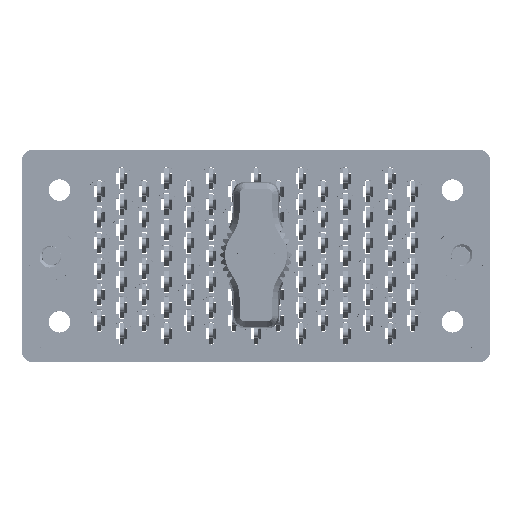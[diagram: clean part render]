
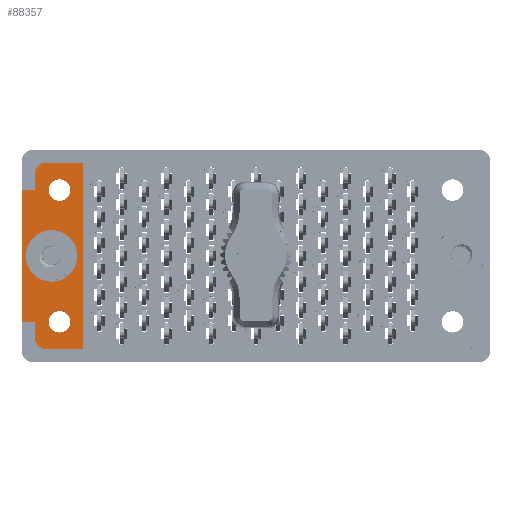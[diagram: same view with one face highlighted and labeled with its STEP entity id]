
A CAD part, top view. The second image highlights one B-rep face of the part: STEP entity #88357.
In plain terms, the highlighted planar face has unit normal (0, 0, 1).
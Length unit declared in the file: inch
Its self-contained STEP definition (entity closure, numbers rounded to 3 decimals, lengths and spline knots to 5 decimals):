
#1452 = EDGE_CURVE ( 'NONE', #70285, #31328, #59671, .T. ) ;
#3566 = CARTESIAN_POINT ( 'NONE',  ( -1.005, 0.54, -0.117 ) ) ;
#4703 = CARTESIAN_POINT ( 'NONE',  ( -1.005, -0.54, -0.117 ) ) ;
#4906 = AXIS2_PLACEMENT_3D ( 'NONE', #22706, #37360, #44836 ) ;
#4947 = VERTEX_POINT ( 'NONE', #42630 ) ;
#5142 = DIRECTION ( 'NONE',  ( -1., 0., 0. ) ) ;
#6333 = AXIS2_PLACEMENT_3D ( 'NONE', #44492, #81989, #52292 ) ;
#6817 = CARTESIAN_POINT ( 'NONE',  ( -1.2205, -0.54, -0.117 ) ) ;
#7202 = VECTOR ( 'NONE', #37507, 39.37008 ) ;
#7524 = AXIS2_PLACEMENT_3D ( 'NONE', #11723, #63827, #20155 ) ;
#8441 = EDGE_CURVE ( 'NONE', #10810, #77718, #20742, .T. ) ;
#8610 = LINE ( 'NONE', #65924, #65668 ) ;
#8614 = DIRECTION ( 'NONE',  ( 1., 0., 0. ) ) ;
#8743 = EDGE_CURVE ( 'NONE', #31357, #70582, #27671, .T. ) ;
#10778 = AXIS2_PLACEMENT_3D ( 'NONE', #68664, #61499, #75866 ) ;
#10810 = VERTEX_POINT ( 'NONE', #65631 ) ;
#11723 = CARTESIAN_POINT ( 'NONE',  ( -1.2205, 0.478, -0.117 ) ) ;
#13197 = EDGE_LOOP ( 'NONE', ( #30388, #49323 ) ) ;
#13577 = FACE_BOUND ( 'NONE', #29150, .T. ) ;
#13986 = DIRECTION ( 'NONE',  ( 1., 0., 0. ) ) ;
#14189 = DIRECTION ( 'NONE',  ( -1., 0., 0. ) ) ;
#14707 = CIRCLE ( 'NONE', #10778, 0.0625 ) ;
#14938 = CARTESIAN_POINT ( 'NONE',  ( -1.0375, 0., -0.117 ) ) ;
#15134 = CARTESIAN_POINT ( 'NONE',  ( -1.359, 0.617, -0.117 ) ) ;
#15350 = LINE ( 'NONE', #30003, #7202 ) ;
#15704 = CARTESIAN_POINT ( 'NONE',  ( -1.2205, 0.54, -0.117 ) ) ;
#17124 = CARTESIAN_POINT ( 'NONE',  ( -1.0785, 0.3825, -0.117 ) ) ;
#17496 = AXIS2_PLACEMENT_3D ( 'NONE', #40156, #17650, #70088 ) ;
#17650 = DIRECTION ( 'NONE',  ( 0., 0., 1. ) ) ;
#18496 = PLANE ( 'NONE',  #83905 ) ;
#20155 = DIRECTION ( 'NONE',  ( 1., 0., 0. ) ) ;
#20742 = LINE ( 'NONE', #40764, #73194 ) ;
#21239 = ORIENTED_EDGE ( 'NONE', *, *, #64826, .T. ) ;
#21565 = ORIENTED_EDGE ( 'NONE', *, *, #1452, .F. ) ;
#21946 = VERTEX_POINT ( 'NONE', #63951 ) ;
#22130 = DIRECTION ( 'NONE',  ( 0., 0., 1. ) ) ;
#22706 = CARTESIAN_POINT ( 'NONE',  ( -1.141, 0.3825, -0.117 ) ) ;
#23462 = VERTEX_POINT ( 'NONE', #17124 ) ;
#24812 = EDGE_CURVE ( 'NONE', #64430, #23462, #14707, .T. ) ;
#26005 = CARTESIAN_POINT ( 'NONE',  ( -1.359, -0.617, -0.117 ) ) ;
#26135 = VECTOR ( 'NONE', #49703, 39.37008 ) ;
#26600 = EDGE_CURVE ( 'NONE', #85476, #45092, #70440, .T. ) ;
#27671 = LINE ( 'NONE', #88819, #32364 ) ;
#28658 = CIRCLE ( 'NONE', #59243, 0.062 ) ;
#29150 = EDGE_LOOP ( 'NONE', ( #21565, #41491 ) ) ;
#30003 = CARTESIAN_POINT ( 'NONE',  ( -1.2825, 0., -0.117 ) ) ;
#30388 = ORIENTED_EDGE ( 'NONE', *, *, #24812, .F. ) ;
#31328 = VERTEX_POINT ( 'NONE', #46570 ) ;
#31357 = VERTEX_POINT ( 'NONE', #3566 ) ;
#32364 = VECTOR ( 'NONE', #14189, 39.37008 ) ;
#33333 = EDGE_CURVE ( 'NONE', #4947, #36307, #55489, .T. ) ;
#33365 = EDGE_CURVE ( 'NONE', #70582, #21946, #46177, .T. ) ;
#33468 = DIRECTION ( 'NONE',  ( 1., 0., 0. ) ) ;
#33529 = CARTESIAN_POINT ( 'NONE',  ( 0., 0.3825, -0.117 ) ) ;
#33893 = DIRECTION ( 'NONE',  ( -1., 0., 0. ) ) ;
#33963 = ORIENTED_EDGE ( 'NONE', *, *, #95773, .T. ) ;
#34544 = EDGE_CURVE ( 'NONE', #90383, #76780, #37990, .T. ) ;
#34896 = DIRECTION ( 'NONE',  ( 1., 0., 0. ) ) ;
#35871 = CIRCLE ( 'NONE', #84320, 0.0625 ) ;
#36307 = VERTEX_POINT ( 'NONE', #36534 ) ;
#36534 = CARTESIAN_POINT ( 'NONE',  ( -1.359, 0.3825, -0.117 ) ) ;
#37360 = DIRECTION ( 'NONE',  ( 0., 0., 1. ) ) ;
#37507 = DIRECTION ( 'NONE',  ( 0., -1., 0. ) ) ;
#37990 = CIRCLE ( 'NONE', #6333, 0.15 ) ;
#38462 = ORIENTED_EDGE ( 'NONE', *, *, #85740, .F. ) ;
#40156 = CARTESIAN_POINT ( 'NONE',  ( -1.141, -0.3825, -0.117 ) ) ;
#40224 = CARTESIAN_POINT ( 'NONE',  ( -1.359, -0.3825, -0.117 ) ) ;
#40764 = CARTESIAN_POINT ( 'NONE',  ( 0., -0.3825, -0.117 ) ) ;
#41195 = CIRCLE ( 'NONE', #47390, 0.15 ) ;
#41491 = ORIENTED_EDGE ( 'NONE', *, *, #74453, .F. ) ;
#41737 = CIRCLE ( 'NONE', #4906, 0.0625 ) ;
#42004 = CARTESIAN_POINT ( 'NONE',  ( -1.141, -0.3825, -0.117 ) ) ;
#42630 = CARTESIAN_POINT ( 'NONE',  ( -1.2825, 0.3825, -0.117 ) ) ;
#42897 = VECTOR ( 'NONE', #67256, 39.37008 ) ;
#44492 = CARTESIAN_POINT ( 'NONE',  ( -1.1875, 0., -0.117 ) ) ;
#44657 = VERTEX_POINT ( 'NONE', #83564 ) ;
#44836 = DIRECTION ( 'NONE',  ( 1., 0., 0. ) ) ;
#45075 = FACE_BOUND ( 'NONE', #66334, .T. ) ;
#45092 = VERTEX_POINT ( 'NONE', #6817 ) ;
#46177 = CIRCLE ( 'NONE', #7524, 0.062 ) ;
#46570 = CARTESIAN_POINT ( 'NONE',  ( -1.0785, -0.3825, -0.117 ) ) ;
#47390 = AXIS2_PLACEMENT_3D ( 'NONE', #67225, #60708, #8614 ) ;
#47924 = CARTESIAN_POINT ( 'NONE',  ( -1.2035, 0.3825, -0.117 ) ) ;
#49231 = ORIENTED_EDGE ( 'NONE', *, *, #26600, .F. ) ;
#49323 = ORIENTED_EDGE ( 'NONE', *, *, #94062, .F. ) ;
#49703 = DIRECTION ( 'NONE',  ( 0., -1., 0. ) ) ;
#50589 = VECTOR ( 'NONE', #5142, 39.37008 ) ;
#51057 = ORIENTED_EDGE ( 'NONE', *, *, #8441, .F. ) ;
#52292 = DIRECTION ( 'NONE',  ( 1., 0., 0. ) ) ;
#55489 = LINE ( 'NONE', #33529, #81159 ) ;
#55757 = LINE ( 'NONE', #15134, #42897 ) ;
#56382 = LINE ( 'NONE', #57495, #26135 ) ;
#57085 = ORIENTED_EDGE ( 'NONE', *, *, #85621, .T. ) ;
#57495 = CARTESIAN_POINT ( 'NONE',  ( -1.2825, 0., -0.117 ) ) ;
#58191 = CARTESIAN_POINT ( 'NONE',  ( 0., -0.54, -0.117 ) ) ;
#59243 = AXIS2_PLACEMENT_3D ( 'NONE', #87370, #65505, #34896 ) ;
#59671 = CIRCLE ( 'NONE', #17496, 0.0625 ) ;
#60708 = DIRECTION ( 'NONE',  ( 0., 0., 1. ) ) ;
#61292 = ORIENTED_EDGE ( 'NONE', *, *, #73725, .T. ) ;
#61499 = DIRECTION ( 'NONE',  ( 0., 0., 1. ) ) ;
#63827 = DIRECTION ( 'NONE',  ( 0., 0., 1. ) ) ;
#63951 = CARTESIAN_POINT ( 'NONE',  ( -1.2825, 0.478, -0.117 ) ) ;
#64430 = VERTEX_POINT ( 'NONE', #47924 ) ;
#64826 = EDGE_CURVE ( 'NONE', #44657, #45092, #28658, .T. ) ;
#64882 = FACE_OUTER_BOUND ( 'NONE', #95379, .T. ) ;
#65505 = DIRECTION ( 'NONE',  ( 0., 0., 1. ) ) ;
#65631 = CARTESIAN_POINT ( 'NONE',  ( -1.2825, -0.3825, -0.117 ) ) ;
#65668 = VECTOR ( 'NONE', #66244, 39.37008 ) ;
#65924 = CARTESIAN_POINT ( 'NONE',  ( -1.005, 0.617, -0.117 ) ) ;
#66244 = DIRECTION ( 'NONE',  ( 0., 1., 0. ) ) ;
#66334 = EDGE_LOOP ( 'NONE', ( #38462, #80398 ) ) ;
#67225 = CARTESIAN_POINT ( 'NONE',  ( -1.1875, 0., -0.117 ) ) ;
#67256 = DIRECTION ( 'NONE',  ( 0., -1., 0. ) ) ;
#68664 = CARTESIAN_POINT ( 'NONE',  ( -1.141, 0.3825, -0.117 ) ) ;
#70088 = DIRECTION ( 'NONE',  ( 1., 0., 0. ) ) ;
#70285 = VERTEX_POINT ( 'NONE', #84865 ) ;
#70440 = LINE ( 'NONE', #58191, #50589 ) ;
#70582 = VERTEX_POINT ( 'NONE', #15704 ) ;
#71519 = ORIENTED_EDGE ( 'NONE', *, *, #8743, .T. ) ;
#73194 = VECTOR ( 'NONE', #33893, 39.37008 ) ;
#73725 = EDGE_CURVE ( 'NONE', #36307, #77718, #55757, .T. ) ;
#74453 = EDGE_CURVE ( 'NONE', #31328, #70285, #35871, .T. ) ;
#75866 = DIRECTION ( 'NONE',  ( 1., 0., 0. ) ) ;
#76780 = VERTEX_POINT ( 'NONE', #14938 ) ;
#77718 = VERTEX_POINT ( 'NONE', #40224 ) ;
#78141 = DIRECTION ( 'NONE',  ( 0., 0., 1. ) ) ;
#78199 = EDGE_CURVE ( 'NONE', #10810, #44657, #15350, .T. ) ;
#80398 = ORIENTED_EDGE ( 'NONE', *, *, #34544, .F. ) ;
#81159 = VECTOR ( 'NONE', #85391, 39.37008 ) ;
#81989 = DIRECTION ( 'NONE',  ( 0., 0., 1. ) ) ;
#83564 = CARTESIAN_POINT ( 'NONE',  ( -1.2825, -0.478, -0.117 ) ) ;
#83905 = AXIS2_PLACEMENT_3D ( 'NONE', #26005, #78141, #33468 ) ;
#84042 = CARTESIAN_POINT ( 'NONE',  ( -1.3375, 0., -0.117 ) ) ;
#84320 = AXIS2_PLACEMENT_3D ( 'NONE', #42004, #22130, #13986 ) ;
#84865 = CARTESIAN_POINT ( 'NONE',  ( -1.2035, -0.3825, -0.117 ) ) ;
#85391 = DIRECTION ( 'NONE',  ( -1., 0., 0. ) ) ;
#85476 = VERTEX_POINT ( 'NONE', #4703 ) ;
#85621 = EDGE_CURVE ( 'NONE', #85476, #31357, #8610, .T. ) ;
#85740 = EDGE_CURVE ( 'NONE', #76780, #90383, #41195, .T. ) ;
#86445 = ORIENTED_EDGE ( 'NONE', *, *, #33333, .T. ) ;
#87370 = CARTESIAN_POINT ( 'NONE',  ( -1.2205, -0.478, -0.117 ) ) ;
#88196 = FACE_BOUND ( 'NONE', #13197, .T. ) ;
#88357 = ADVANCED_FACE ( 'NONE', ( #13577, #88196, #45075, #64882 ), #18496, .T. ) ;
#88819 = CARTESIAN_POINT ( 'NONE',  ( 0., 0.54, -0.117 ) ) ;
#90383 = VERTEX_POINT ( 'NONE', #84042 ) ;
#90518 = ORIENTED_EDGE ( 'NONE', *, *, #33365, .T. ) ;
#93092 = ORIENTED_EDGE ( 'NONE', *, *, #78199, .T. ) ;
#94062 = EDGE_CURVE ( 'NONE', #23462, #64430, #41737, .T. ) ;
#95379 = EDGE_LOOP ( 'NONE', ( #93092, #21239, #49231, #57085, #71519, #90518, #33963, #86445, #61292, #51057 ) ) ;
#95773 = EDGE_CURVE ( 'NONE', #21946, #4947, #56382, .T. ) ;
